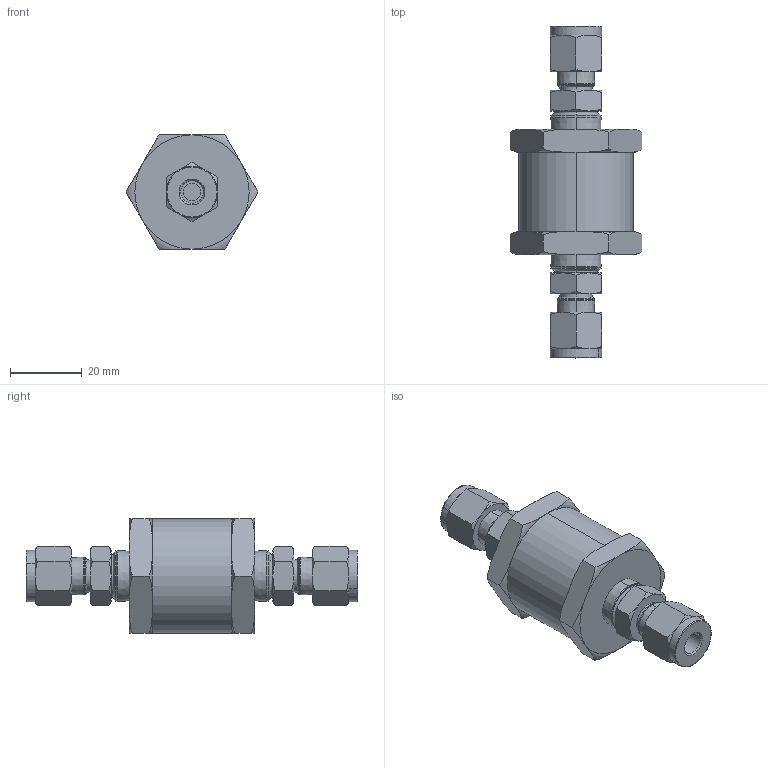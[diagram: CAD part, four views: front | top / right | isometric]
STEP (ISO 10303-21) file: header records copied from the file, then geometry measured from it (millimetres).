
FILE_DESCRIPTION((''),'2;1');
FILE_NAME('MFTR-0147-SA','2024-02-06T10:57:42',('DLachman'),('MATHESON TRI-GAS'),'CREO PARAMETRIC BY PTC INC, 2022281','CREO PARAMETRIC BY PTC INC, 2022281','');
FILE_SCHEMA(('CONFIG_CONTROL_DESIGN'));
Length unit declared in the file: inch
Products named in the file (1): MFTR-0147-SA
Bounding box: 36.66 x 92.2 x 31.75 mm (x, y, z)
Volume: 35810.2 mm3; surface area: 9741.4 mm2
Topology: 1 solids, 1 shells, 188 faces, 402 edges, 232 vertices
Faces by surface type: cone 84, plane 54, torus 28, cylinder 22
Entity records: 5694 total; most frequent: CARTESIAN_POINT 1790, ORIENTED_EDGE 804, DIRECTION 794, EDGE_CURVE 402, AXIS2_PLACEMENT_3D 350, VERTEX_POINT 234, EDGE_LOOP 202, FACE_OUTER_BOUND 186
